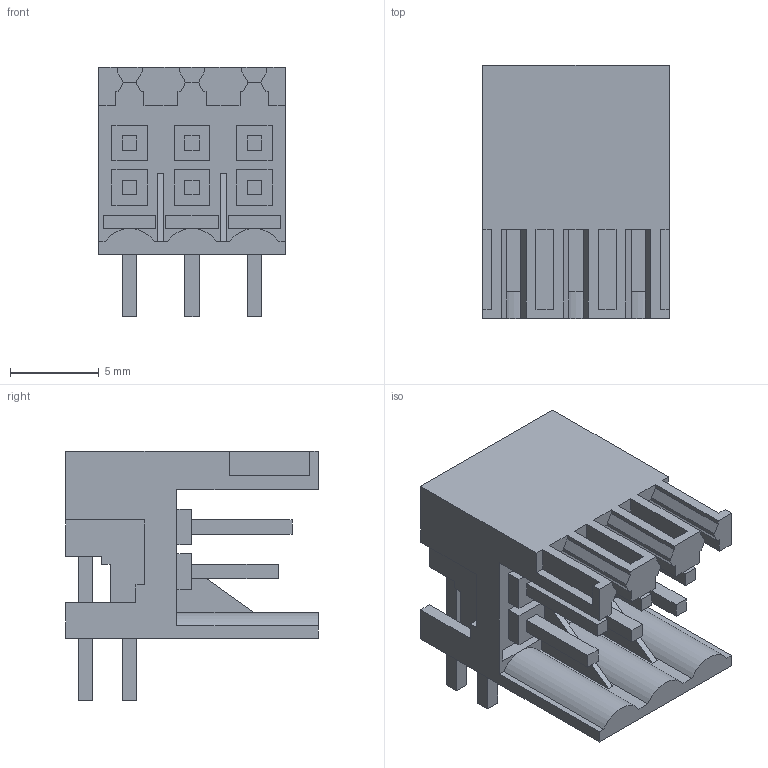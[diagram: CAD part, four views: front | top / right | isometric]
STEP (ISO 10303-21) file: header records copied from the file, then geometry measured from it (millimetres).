
FILE_DESCRIPTION(('CATIA V5 STEP Exchange','CAx-IF Rec.Pracs.--- Model Styling and Organization---1.4--- 2014-01-23'),'2;1');
FILE_NAME ('D1455072_0_1728150000_1728150000.stp','2019-02-21T15:38:00+00:00',('none'),('Weidmueller'),'CATIA Version 5-6 Release 2016 SP3 HF44','CATIA V5 STEP AP214','none');
FILE_SCHEMA(('AUTOMOTIVE_DESIGN { 1 0 10303 214 1 1 1 1 }'));
Length unit declared in the file: millimetre
Products named in the file (1): 1728150000
Bounding box: 10.5 x 14.2 x 14 mm (x, y, z)
Volume: 698.3 mm3; surface area: 1609.3 mm2
Topology: 1 solids, 1 shells, 292 faces, 845 edges, 572 vertices
Faces by surface type: plane 286, cylinder 6
Entity records: 9292 total; most frequent: ORIENTED_EDGE 1690, CARTESIAN_POINT 1629, DIRECTION 1267, EDGE_CURVE 845, VECTOR 827, LINE 827, VERTEX_POINT 572, EDGE_LOOP 309
